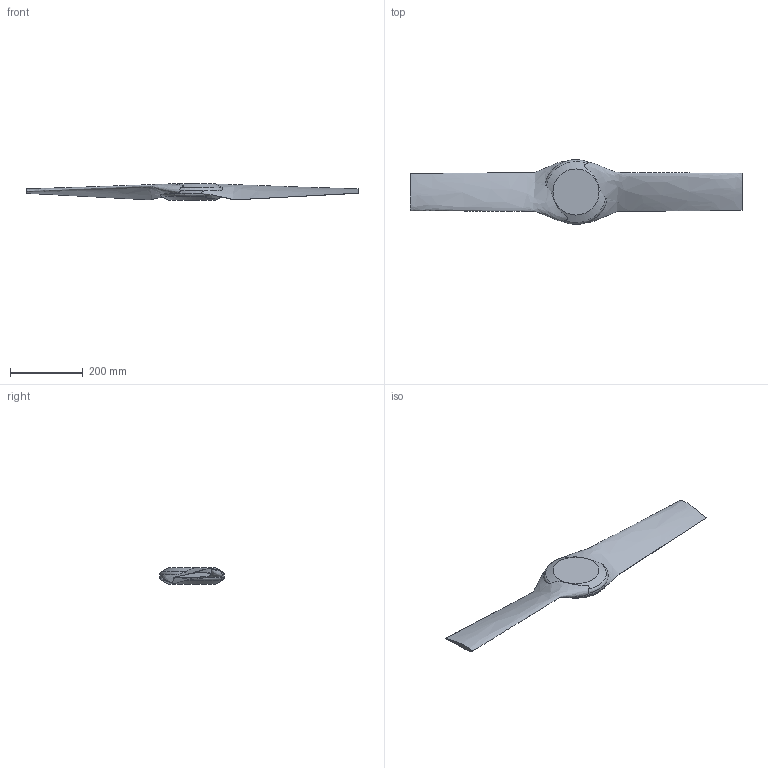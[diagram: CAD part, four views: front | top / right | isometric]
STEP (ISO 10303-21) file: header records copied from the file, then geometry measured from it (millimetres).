
FILE_DESCRIPTION(/* description */ ('Alibre Inc.'),/* implementation_level */ '2;1');
FILE_NAME(/* name */ 'export0',/* time_stamp */ '2016-10-10T12:16:00-07:00',/* author */ (''),/* organization */ (''),/* preprocessor_version */ 'ST-DEVELOPER v14',/* originating_system */ 'Alibre',/* authorisation */ '');
FILE_SCHEMA (('CONFIG_CONTROL_DESIGN'));
Length unit declared in the file: centimetre
Products named in the file (1): ID_1
Bounding box: 914.4 x 177.71 x 44.45 mm (x, y, z)
Volume: 1743585.4 mm3; surface area: 230084.9 mm2
Topology: 1 solids, 1 shells, 14 faces, 36 edges, 24 vertices
Faces by surface type: plane 4, torus 4, bspline 2, cone 2, cylinder 2
Entity records: 7770 total; most frequent: CARTESIAN_POINT 7435, ORIENTED_EDGE 64, EDGE_CURVE 32, DIRECTION 24, VERTEX_POINT 22, B_SPLINE_CURVE_WITH_KNOTS 22, EDGE_LOOP 16, FACE_BOUND 16
